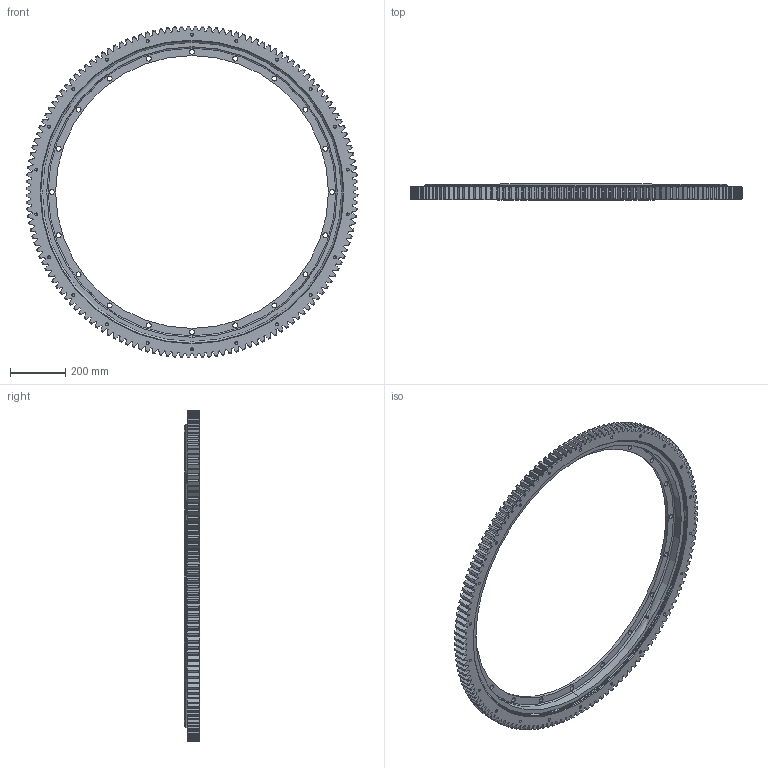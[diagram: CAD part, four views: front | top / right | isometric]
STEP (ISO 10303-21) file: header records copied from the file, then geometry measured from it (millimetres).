
FILE_DESCRIPTION (( 'STEP AP203' ), '1' );
FILE_NAME ('21-1091-01.STEP', '2017-12-27T15:24:32', ( 'defontaine' ), ( 'Hewlett-Packard Company' ), 'SwSTEP 2.0', 'SolidWorks 2016', '' );
FILE_SCHEMA (( 'CONFIG_CONTROL_DESIGN' ));
Length unit declared in the file: millimetre
Products named in the file (1): 21-1091-01
Bounding box: 1197.87 x 56 x 1197.87 mm (x, y, z)
Volume: 10639219.4 mm3; surface area: 1770232.4 mm2
Topology: 9 solids, 9 shells, 1172 faces, 3338 edges, 2173 vertices
Faces by surface type: cylinder 413, cone 372, plane 349, torus 28, sphere 10
Entity records: 39328 total; most frequent: CARTESIAN_POINT 8922, ORIENTED_EDGE 6578, DIRECTION 6259, EDGE_CURVE 3289, AXIS2_PLACEMENT_3D 2405, VERTEX_POINT 2170, VECTOR 1449, LINE 1449
